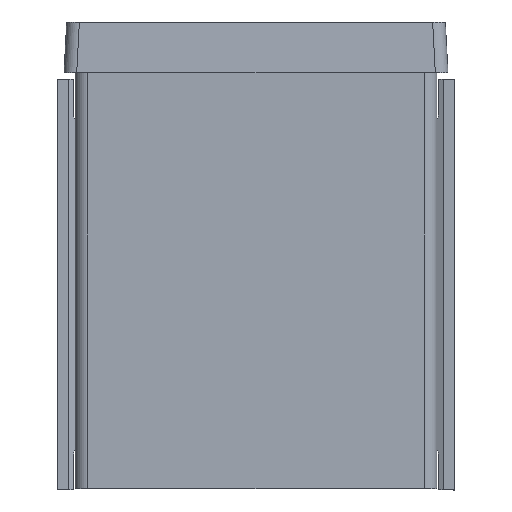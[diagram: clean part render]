
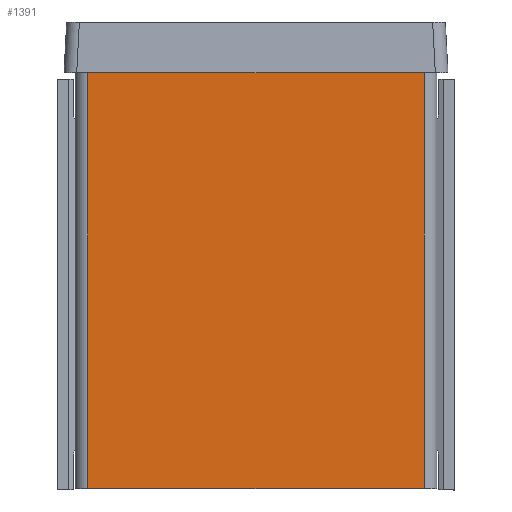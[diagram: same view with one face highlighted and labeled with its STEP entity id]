
A CAD part, front view. The second image highlights one B-rep face of the part: STEP entity #1391.
In plain terms, the highlighted planar face has unit normal (0, -1, 0).
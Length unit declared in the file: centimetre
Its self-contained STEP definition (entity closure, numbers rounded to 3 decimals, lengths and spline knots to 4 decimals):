
#246=VERTEX_POINT('',#1911);
#247=VERTEX_POINT('',#1913);
#264=VERTEX_POINT('',#1954);
#265=VERTEX_POINT('',#1956);
#370=VECTOR('',#1586,1.);
#383=VECTOR('',#1620,1.);
#388=VECTOR('',#1635,1.);
#389=VECTOR('',#1637,1.);
#522=LINE('',#1912,#370);
#535=LINE('',#1955,#383);
#540=LINE('',#1967,#388);
#541=LINE('',#1969,#389);
#679=EDGE_CURVE('',#247,#246,#522,.T.);
#702=EDGE_CURVE('',#265,#264,#535,.T.);
#708=EDGE_CURVE('',#246,#265,#540,.T.);
#709=EDGE_CURVE('',#247,#264,#541,.T.);
#932=ORIENTED_EDGE('',*,*,#702,.T.);
#933=ORIENTED_EDGE('',*,*,#709,.F.);
#934=ORIENTED_EDGE('',*,*,#679,.T.);
#935=ORIENTED_EDGE('',*,*,#708,.T.);
#1235=EDGE_LOOP('',(#932,#933,#934,#935));
#1313=FACE_BOUND('',#1235,.T.);
#1391=ADVANCED_FACE('',(#1313),#2324,.T.);
#1476=AXIS2_PLACEMENT_3D('',#1968,#1636,$);
#1586=DIRECTION('',(1.,0.,0.));
#1620=DIRECTION('',(-1.,0.,0.));
#1635=DIRECTION('',(0.,0.,1.));
#1636=DIRECTION('',(0.,-1.,0.));
#1637=DIRECTION('',(0.,0.,1.));
#1911=CARTESIAN_POINT('',(4.2012,-2.1819,0.));
#1912=CARTESIAN_POINT('',(-4.2012,-2.1819,0.));
#1913=CARTESIAN_POINT('',(-4.2012,-2.1819,0.));
#1954=CARTESIAN_POINT('',(-4.2012,-2.1819,10.6248));
#1955=CARTESIAN_POINT('',(-4.2012,-2.1819,10.6248));
#1956=CARTESIAN_POINT('',(4.2012,-2.1819,10.6248));
#1967=CARTESIAN_POINT('',(4.2012,-2.1819,0.));
#1968=CARTESIAN_POINT('',(0.,-2.1819,0.));
#1969=CARTESIAN_POINT('',(-4.2012,-2.1819,0.));
#2324=PLANE('',#1476);
